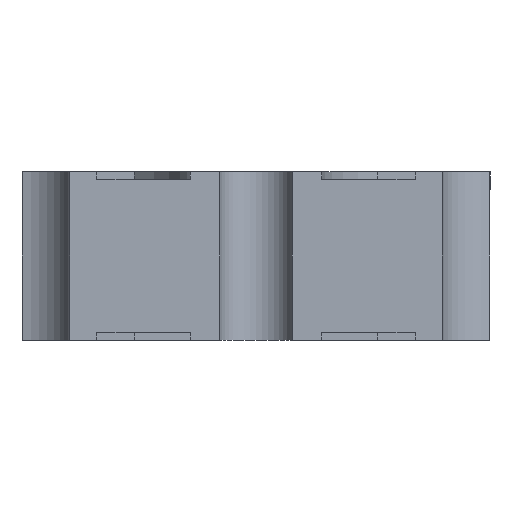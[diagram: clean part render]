
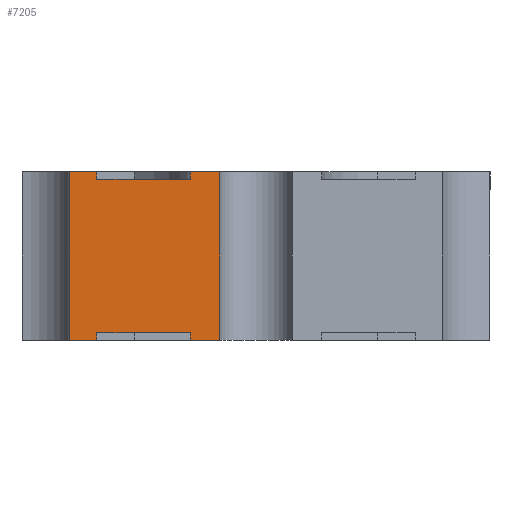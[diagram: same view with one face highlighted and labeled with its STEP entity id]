
A CAD part, left-side view. The second image highlights one B-rep face of the part: STEP entity #7205.
In plain terms, the highlighted planar face has unit normal (-1, 0, 0).
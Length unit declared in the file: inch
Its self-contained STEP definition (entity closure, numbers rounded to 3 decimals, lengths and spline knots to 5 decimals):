
#35 = DIRECTION ( 'NONE',  ( 0., -1., 0. ) ) ;
#119 = ORIENTED_EDGE ( 'NONE', *, *, #11462, .T. ) ;
#173 = CARTESIAN_POINT ( 'NONE',  ( -0.1, 0.0425, 0.043 ) ) ;
#219 = DIRECTION ( 'NONE',  ( 0., 0., -1. ) ) ;
#596 = AXIS2_PLACEMENT_3D ( 'NONE', #8953, #7907, #8886 ) ;
#877 = EDGE_CURVE ( 'NONE', #6243, #12862, #10939, .T. ) ;
#1178 = LINE ( 'NONE', #6226, #1284 ) ;
#1218 = VECTOR ( 'NONE', #2594, 39.37008 ) ;
#1219 = CARTESIAN_POINT ( 'NONE',  ( -0.1, 0., 0.043 ) ) ;
#1284 = VECTOR ( 'NONE', #5179, 39.37008 ) ;
#1296 = DIRECTION ( 'NONE',  ( 0., 1., 0. ) ) ;
#1330 = EDGE_CURVE ( 'NONE', #8803, #7035, #5782, .T. ) ;
#1418 = VERTEX_POINT ( 'NONE', #10128 ) ;
#1713 = CARTESIAN_POINT ( 'NONE',  ( -0.1, 0.0175, 0.043 ) ) ;
#1912 = VERTEX_POINT ( 'NONE', #8778 ) ;
#2111 = ORIENTED_EDGE ( 'NONE', *, *, #6758, .T. ) ;
#2158 = VERTEX_POINT ( 'NONE', #4301 ) ;
#2229 = CARTESIAN_POINT ( 'NONE',  ( -0.1, 0.0497, 0.045 ) ) ;
#2390 = DIRECTION ( 'NONE',  ( 0., 0., 1. ) ) ;
#2507 = DIRECTION ( 'NONE',  ( 0., 1., 0. ) ) ;
#2594 = DIRECTION ( 'NONE',  ( 0., -1., 0. ) ) ;
#2598 = VERTEX_POINT ( 'NONE', #3285 ) ;
#2637 = ORIENTED_EDGE ( 'NONE', *, *, #8307, .F. ) ;
#2694 = VERTEX_POINT ( 'NONE', #8826 ) ;
#2852 = PLANE ( 'NONE',  #596 ) ;
#2916 = CARTESIAN_POINT ( 'NONE',  ( -0.1, 0.0425, 0.045 ) ) ;
#3190 = LINE ( 'NONE', #1219, #12342 ) ;
#3267 = CARTESIAN_POINT ( 'NONE',  ( -0.1, 0., 0.045 ) ) ;
#3285 = CARTESIAN_POINT ( 'NONE',  ( -0.1, 0.0175, 0. ) ) ;
#3556 = CARTESIAN_POINT ( 'NONE',  ( -0.1, 0., 0.045 ) ) ;
#3575 = ORIENTED_EDGE ( 'NONE', *, *, #5187, .F. ) ;
#3591 = EDGE_LOOP ( 'NONE', ( #11610, #10933, #119, #2111, #7823, #12839, #3575, #6207, #10794, #8510, #2637, #10823 ) ) ;
#3596 = VERTEX_POINT ( 'NONE', #2916 ) ;
#3631 = CARTESIAN_POINT ( 'NONE',  ( -0.1, 0.0425, 0.002 ) ) ;
#3843 = EDGE_CURVE ( 'NONE', #2598, #12272, #11879, .T. ) ;
#3853 = VECTOR ( 'NONE', #10769, 39.37008 ) ;
#3865 = CARTESIAN_POINT ( 'NONE',  ( -0.1, 0.0497, 0. ) ) ;
#3925 = VERTEX_POINT ( 'NONE', #11330 ) ;
#4301 = CARTESIAN_POINT ( 'NONE',  ( -0.1, 0.0425, 0.043 ) ) ;
#4385 = EDGE_CURVE ( 'NONE', #7035, #3925, #12574, .T. ) ;
#4424 = LINE ( 'NONE', #5412, #7398 ) ;
#4572 = VECTOR ( 'NONE', #1296, 39.37008 ) ;
#4661 = LINE ( 'NONE', #1713, #12735 ) ;
#4774 = VECTOR ( 'NONE', #2390, 39.37008 ) ;
#4920 = DIRECTION ( 'NONE',  ( 0., -1., 0. ) ) ;
#5179 = DIRECTION ( 'NONE',  ( 0., 0., -1. ) ) ;
#5187 = EDGE_CURVE ( 'NONE', #6243, #3925, #1178, .T. ) ;
#5392 = LINE ( 'NONE', #7421, #12446 ) ;
#5412 = CARTESIAN_POINT ( 'NONE',  ( -0.1, 0.0175, 0.002 ) ) ;
#5782 = LINE ( 'NONE', #12812, #3853 ) ;
#6206 = CARTESIAN_POINT ( 'NONE',  ( -0.1, 0.0497, 0. ) ) ;
#6207 = ORIENTED_EDGE ( 'NONE', *, *, #877, .T. ) ;
#6226 = CARTESIAN_POINT ( 'NONE',  ( -0.1, 0.0425, 0.002 ) ) ;
#6243 = VERTEX_POINT ( 'NONE', #3631 ) ;
#6328 = LINE ( 'NONE', #173, #4774 ) ;
#6703 = LINE ( 'NONE', #3556, #10343 ) ;
#6758 = EDGE_CURVE ( 'NONE', #3596, #8803, #12262, .T. ) ;
#7035 = VERTEX_POINT ( 'NONE', #6206 ) ;
#7046 = EDGE_CURVE ( 'NONE', #1418, #2158, #3190, .T. ) ;
#7205 = ADVANCED_FACE ( 'NONE', ( #9078 ), #2852, .F. ) ;
#7398 = VECTOR ( 'NONE', #8424, 39.37008 ) ;
#7421 = CARTESIAN_POINT ( 'NONE',  ( -0.1, 0.00968, 0.002 ) ) ;
#7435 = CARTESIAN_POINT ( 'NONE',  ( -0.1, 0.0175, 0.002 ) ) ;
#7552 = DIRECTION ( 'NONE',  ( 0., 0., 1. ) ) ;
#7823 = ORIENTED_EDGE ( 'NONE', *, *, #1330, .T. ) ;
#7850 = CARTESIAN_POINT ( 'NONE',  ( -0.1, 0.0175, 0.002 ) ) ;
#7907 = DIRECTION ( 'NONE',  ( 1., 0., 0. ) ) ;
#7982 = EDGE_CURVE ( 'NONE', #12862, #2598, #4424, .T. ) ;
#8307 = EDGE_CURVE ( 'NONE', #1912, #12272, #5392, .T. ) ;
#8368 = EDGE_CURVE ( 'NONE', #1912, #2694, #6703, .T. ) ;
#8424 = DIRECTION ( 'NONE',  ( 0., 0., -1. ) ) ;
#8510 = ORIENTED_EDGE ( 'NONE', *, *, #3843, .T. ) ;
#8778 = CARTESIAN_POINT ( 'NONE',  ( -0.1, 0.00968, 0.045 ) ) ;
#8803 = VERTEX_POINT ( 'NONE', #2229 ) ;
#8826 = CARTESIAN_POINT ( 'NONE',  ( -0.1, 0.0175, 0.045 ) ) ;
#8886 = DIRECTION ( 'NONE',  ( 0., 0., -1. ) ) ;
#8953 = CARTESIAN_POINT ( 'NONE',  ( -0.1, 0.0497, 0.002 ) ) ;
#9078 = FACE_OUTER_BOUND ( 'NONE', #3591, .T. ) ;
#9342 = DIRECTION ( 'NONE',  ( 0., 1., 0. ) ) ;
#10128 = CARTESIAN_POINT ( 'NONE',  ( -0.1, 0.0175, 0.043 ) ) ;
#10343 = VECTOR ( 'NONE', #2507, 39.37008 ) ;
#10769 = DIRECTION ( 'NONE',  ( 0., 0., -1. ) ) ;
#10785 = CARTESIAN_POINT ( 'NONE',  ( -0.1, 0.00968, 0. ) ) ;
#10794 = ORIENTED_EDGE ( 'NONE', *, *, #7982, .T. ) ;
#10823 = ORIENTED_EDGE ( 'NONE', *, *, #8368, .T. ) ;
#10868 = VECTOR ( 'NONE', #4920, 39.37008 ) ;
#10933 = ORIENTED_EDGE ( 'NONE', *, *, #7046, .T. ) ;
#10939 = LINE ( 'NONE', #7850, #12486 ) ;
#11330 = CARTESIAN_POINT ( 'NONE',  ( -0.1, 0.0425, 0. ) ) ;
#11462 = EDGE_CURVE ( 'NONE', #2158, #3596, #6328, .T. ) ;
#11581 = CARTESIAN_POINT ( 'NONE',  ( -0.1, 0.0497, 0. ) ) ;
#11610 = ORIENTED_EDGE ( 'NONE', *, *, #12587, .F. ) ;
#11879 = LINE ( 'NONE', #3865, #10868 ) ;
#12262 = LINE ( 'NONE', #3267, #4572 ) ;
#12272 = VERTEX_POINT ( 'NONE', #10785 ) ;
#12342 = VECTOR ( 'NONE', #9342, 39.37008 ) ;
#12446 = VECTOR ( 'NONE', #219, 39.37008 ) ;
#12486 = VECTOR ( 'NONE', #35, 39.37008 ) ;
#12574 = LINE ( 'NONE', #11581, #1218 ) ;
#12587 = EDGE_CURVE ( 'NONE', #1418, #2694, #4661, .T. ) ;
#12735 = VECTOR ( 'NONE', #7552, 39.37008 ) ;
#12812 = CARTESIAN_POINT ( 'NONE',  ( -0.1, 0.0497, 0.002 ) ) ;
#12839 = ORIENTED_EDGE ( 'NONE', *, *, #4385, .T. ) ;
#12862 = VERTEX_POINT ( 'NONE', #7435 ) ;
